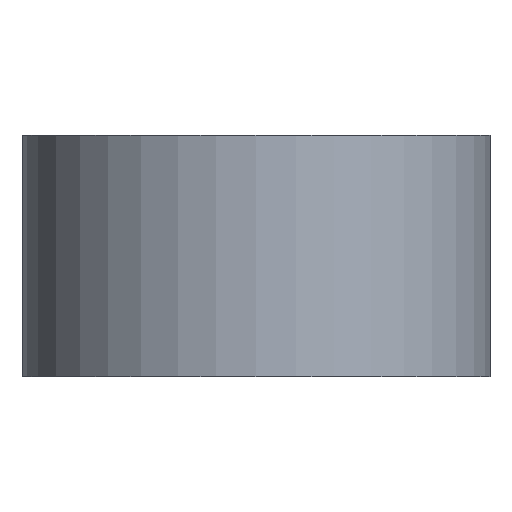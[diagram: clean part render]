
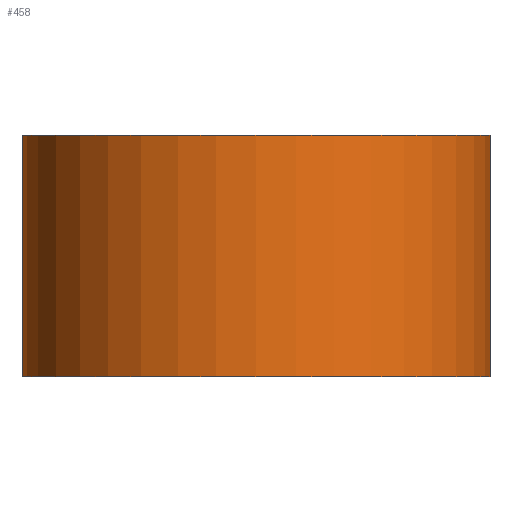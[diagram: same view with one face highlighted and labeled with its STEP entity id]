
A CAD part, left-side view. The second image highlights one B-rep face of the part: STEP entity #458.
In plain terms, the highlighted cylindrical face has radius 15 mm (diameter 30 mm), a partial arc.
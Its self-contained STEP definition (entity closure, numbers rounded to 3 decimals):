
#2=CARTESIAN_POINT('',(0.,0.,0.));
#3=DIRECTION('',(0.,0.,1.));
#4=DIRECTION('',(0.835,0.55,0.));
#5=AXIS2_PLACEMENT_3D('',#2,#3,#4);
#35=DIRECTION('',(0.,0.,1.));
#36=VECTOR('',#35,15.5);
#37=CARTESIAN_POINT('',(12.527,8.25,0.));
#38=LINE('',#37,#36);
#39=DIRECTION('',(0.,0.,1.));
#40=VECTOR('',#39,15.5);
#41=CARTESIAN_POINT('',(12.527,-8.25,0.));
#42=LINE('',#41,#40);
#93=CARTESIAN_POINT('',(0.,0.,15.5));
#94=DIRECTION('',(0.,0.,1.));
#95=DIRECTION('',(0.835,0.55,0.));
#96=AXIS2_PLACEMENT_3D('',#93,#94,#95);
#340=CARTESIAN_POINT('',(12.527,8.25,0.));
#341=CARTESIAN_POINT('',(12.527,8.25,15.5));
#342=VERTEX_POINT('',#340);
#343=VERTEX_POINT('',#341);
#352=CARTESIAN_POINT('',(12.527,-8.25,0.));
#353=CARTESIAN_POINT('',(12.527,-8.25,15.5));
#354=VERTEX_POINT('',#352);
#355=VERTEX_POINT('',#353);
#444=CARTESIAN_POINT('',(0.,0.,0.));
#445=DIRECTION('',(0.,0.,1.));
#446=DIRECTION('',(0.,1.,0.));
#447=AXIS2_PLACEMENT_3D('',#444,#445,#446);
#448=CYLINDRICAL_SURFACE('',#447,15.);
#450=ORIENTED_EDGE('',*,*,#449,.T.);
#452=ORIENTED_EDGE('',*,*,#451,.T.);
#454=ORIENTED_EDGE('',*,*,#453,.F.);
#455=ORIENTED_EDGE('',*,*,#411,.F.);
#456=EDGE_LOOP('',(#450,#452,#454,#455));
#457=FACE_OUTER_BOUND('',#456,.F.);
#458=ADVANCED_FACE('',(#457),#448,.T.);
#6=CIRCLE('',#5,15.);
#97=CIRCLE('',#96,15.);
#411=EDGE_CURVE('',#342,#354,#6,.T.);
#449=EDGE_CURVE('',#342,#343,#38,.T.);
#451=EDGE_CURVE('',#343,#355,#97,.T.);
#453=EDGE_CURVE('',#354,#355,#42,.T.);
